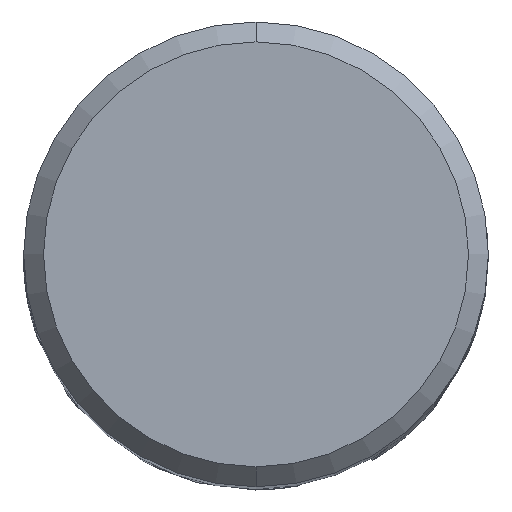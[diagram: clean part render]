
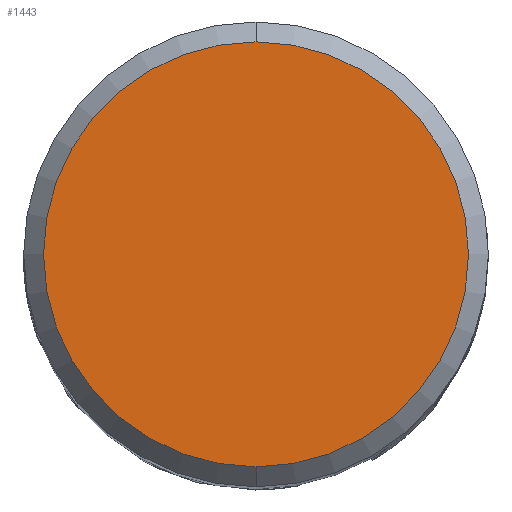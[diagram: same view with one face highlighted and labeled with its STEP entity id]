
A CAD part, top view. The second image highlights one B-rep face of the part: STEP entity #1443.
In plain terms, the highlighted planar face has unit normal (0, 0, 1).
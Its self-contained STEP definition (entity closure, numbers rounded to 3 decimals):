
#947=VERTEX_POINT('',#2118);
#1135=EDGE_CURVE('',#947,#1395,#2320,.T.);
#1395=VERTEX_POINT('',#2601);
#1443=ADVANCED_FACE('',(#2656),#2657,.T.);
#1619=EDGE_CURVE('',#1395,#947,#2852,.T.);
#2118=CARTESIAN_POINT('',(0.,-6.4,0.0));
#2320=CIRCLE('',#6003,6.4);
#2601=CARTESIAN_POINT('',(0.0,6.4,0.0));
#2656=FACE_OUTER_BOUND('',#7555,.T.);
#2657=PLANE('',#7556);
#2852=CIRCLE('',#8976,6.4);
#6003=AXIS2_PLACEMENT_3D('',#10126,#10127,#10128);
#7555=EDGE_LOOP('',(#10530,#10531));
#7556=AXIS2_PLACEMENT_3D('',#10532,#10533,#10534);
#8976=AXIS2_PLACEMENT_3D('',#10759,#10760,#10761);
#10126=CARTESIAN_POINT('',(0.0,0.0,0.0));
#10127=DIRECTION('',(0.0,0.0,-1.0));
#10128=DIRECTION('',(0.0,1.0,0.0));
#10530=ORIENTED_EDGE('',*,*,#1619,.F.);
#10531=ORIENTED_EDGE('',*,*,#1135,.F.);
#10532=CARTESIAN_POINT('',(0.0,3.2,0.0));
#10533=DIRECTION('',(-0.0,0.0,1.0));
#10534=DIRECTION('',(0.0,-1.0,0.0));
#10759=CARTESIAN_POINT('',(0.0,0.0,0.0));
#10760=DIRECTION('',(0.0,0.0,-1.0));
#10761=DIRECTION('',(0.0,1.0,0.0));
